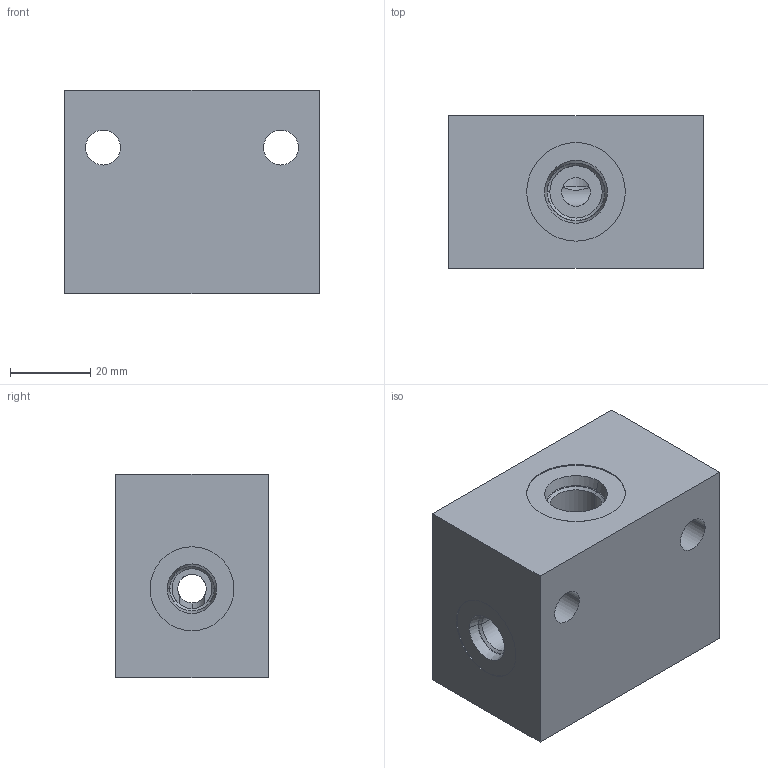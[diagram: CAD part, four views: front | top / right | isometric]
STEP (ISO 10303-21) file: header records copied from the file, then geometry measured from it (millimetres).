
FILE_DESCRIPTION((''),'2;1');
FILE_NAME('ILC31126424','2005-05-05T',('KR'),(''),'PRO/ENGINEER BY PARAMETRIC TECHNOLOGY CORPORATION, 2004290','PRO/ENGINEER BY PARAMETRIC TECHNOLOGY CORPORATION, 2004290','');
FILE_SCHEMA(('AUTOMOTIVE_DESIGN_CC2 { 1 2 10303 214 -1 1 5 2 }'));
Length unit declared in the file: inch
Products named in the file (1): ILC31126424
Bounding box: 63.5 x 38.1 x 50.8 mm (x, y, z)
Volume: 105958.1 mm3; surface area: 22786.5 mm2
Topology: 1 solids, 7 shells, 105 faces, 255 edges, 165 vertices
Faces by surface type: cylinder 53, cone 27, plane 25
Entity records: 3430 total; most frequent: CARTESIAN_POINT 744, DIRECTION 576, ORIENTED_EDGE 486, EDGE_CURVE 255, AXIS2_PLACEMENT_3D 241, VERTEX_POINT 165, CIRCLE 135, EDGE_LOOP 132
